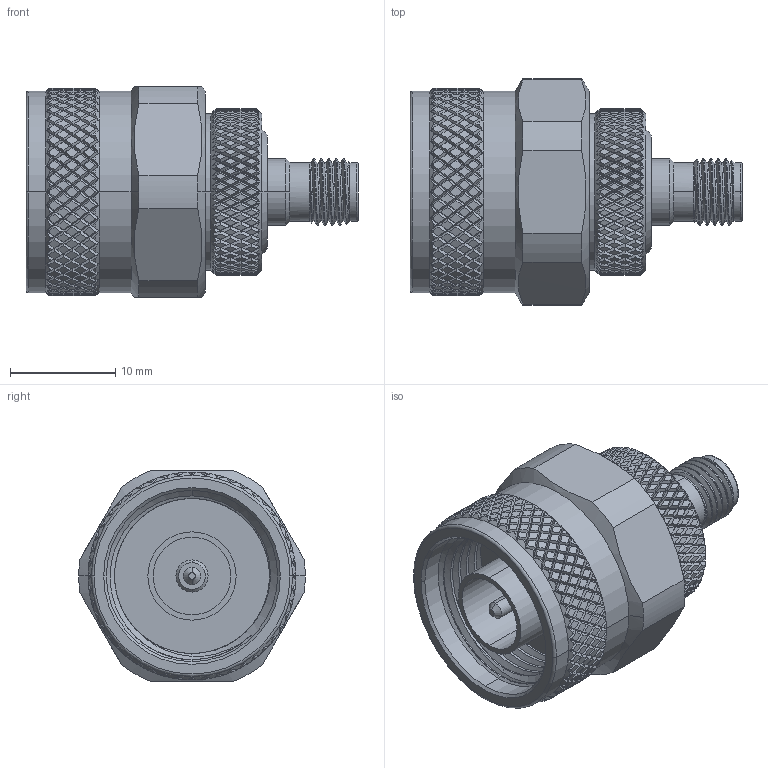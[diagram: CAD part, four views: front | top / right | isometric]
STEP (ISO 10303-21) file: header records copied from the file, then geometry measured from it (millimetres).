
FILE_DESCRIPTION (( 'STEP AP214' ), '1' );
FILE_NAME ('SM4217_3D.step', '2023-09-14T16:59:41', ( '' ), ( '' ), 'SwSTEP 2.0', 'SolidWorks 2022', '' );
FILE_SCHEMA (( 'AUTOMOTIVE_DESIGN' ));
Length unit declared in the file: inch
Products named in the file (1): SM4217_3D
Bounding box: 31.5 x 21.5 x 20 mm (x, y, z)
Volume: 5219.5 mm3; surface area: 3480.9 mm2
Topology: 1 solids, 1 shells, 2925 faces, 6490 edges, 3578 vertices
Faces by surface type: bspline 2158, cylinder 700, cone 36, plane 27, torus 4
Entity records: 104526 total; most frequent: CARTESIAN_POINT 64707, ORIENTED_EDGE 12980, EDGE_CURVE 6490, VERTEX_POINT 3578, EDGE_LOOP 2936, ADVANCED_FACE 2925, FACE_OUTER_BOUND 2925, B_SPLINE_CURVE_WITH_KNOTS 2635
